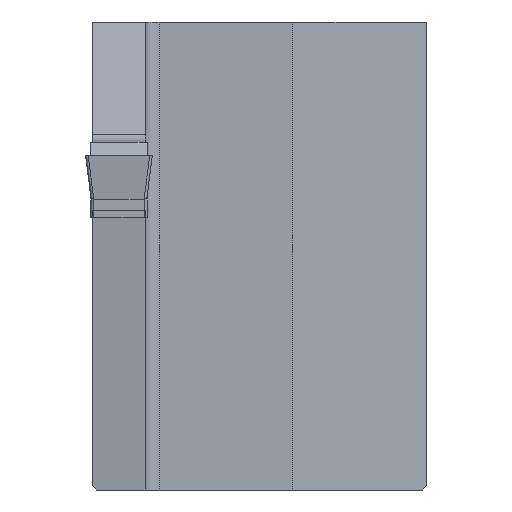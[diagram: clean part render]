
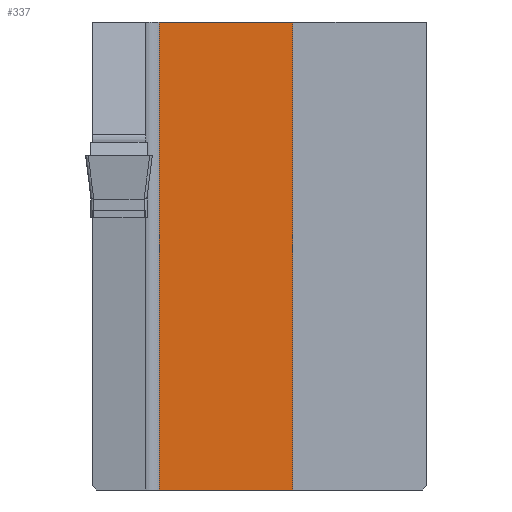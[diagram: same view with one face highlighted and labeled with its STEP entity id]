
A CAD part, left-side view. The second image highlights one B-rep face of the part: STEP entity #337.
In plain terms, the highlighted planar face has unit normal (-1, 0, 0).
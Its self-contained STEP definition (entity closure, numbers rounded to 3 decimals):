
#337=ADVANCED_FACE('',(#450),#401,.F.);
#401=PLANE('',#1437);
#450=FACE_OUTER_BOUND('',#514,.T.);
#514=EDGE_LOOP('',(#684,#685,#686,#687));
#684=ORIENTED_EDGE('',*,*,#1029,.F.);
#685=ORIENTED_EDGE('',*,*,#1073,.T.);
#686=ORIENTED_EDGE('',*,*,#1053,.T.);
#687=ORIENTED_EDGE('',*,*,#1074,.T.);
#920=VERTEX_POINT('',#1896);
#921=VERTEX_POINT('',#1898);
#938=VERTEX_POINT('',#1944);
#939=VERTEX_POINT('',#1946);
#1029=EDGE_CURVE('',#920,#921,#1189,.T.);
#1053=EDGE_CURVE('',#939,#938,#1212,.T.);
#1073=EDGE_CURVE('',#920,#939,#1229,.T.);
#1074=EDGE_CURVE('',#938,#921,#1230,.T.);
#1189=LINE('',#1897,#1309);
#1212=LINE('',#1945,#1332);
#1229=LINE('',#1984,#1349);
#1230=LINE('',#1985,#1350);
#1309=VECTOR('',#1552,1.);
#1332=VECTOR('',#1589,1.);
#1349=VECTOR('',#1638,1.);
#1350=VECTOR('',#1639,1.);
#1437=AXIS2_PLACEMENT_3D('',#1986,#1640,#1641);
#1552=DIRECTION('',(0.,-1.,0.));
#1589=DIRECTION('',(0.,-1.,0.));
#1638=DIRECTION('',(0.,0.,-1.));
#1639=DIRECTION('',(0.,0.,1.));
#1640=DIRECTION('',(1.,0.,0.));
#1641=DIRECTION('',(0.,0.,-1.));
#1896=CARTESIAN_POINT('',(26.,-5.,10.));
#1897=CARTESIAN_POINT('',(26.,-35.,10.));
#1898=CARTESIAN_POINT('',(26.,-15.,10.));
#1944=CARTESIAN_POINT('',(26.,-15.,-25.));
#1945=CARTESIAN_POINT('',(26.,-35.,-25.));
#1946=CARTESIAN_POINT('',(26.,-5.,-25.));
#1984=CARTESIAN_POINT('',(26.,-5.,10.));
#1985=CARTESIAN_POINT('',(26.,-15.,-35.));
#1986=CARTESIAN_POINT('',(26.,-35.,-25.));
